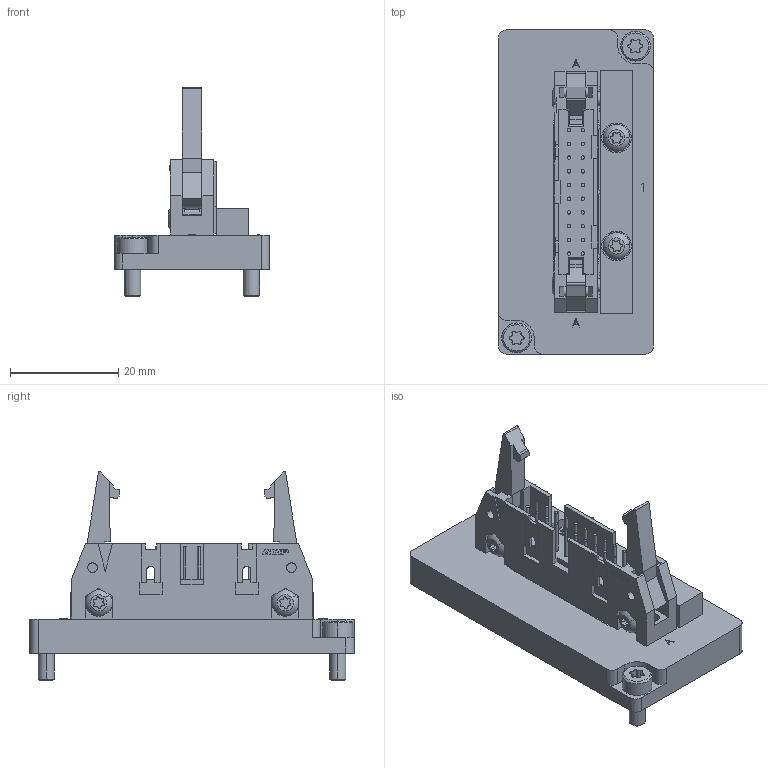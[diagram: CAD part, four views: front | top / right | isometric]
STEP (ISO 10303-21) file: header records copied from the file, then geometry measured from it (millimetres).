
FILE_DESCRIPTION (( 'STEP AP214' ), '1' );
FILE_NAME ('INGUN_56694.STEP', '2023-01-12T11:01:58', ( '' ), ( '' ), 'SwSTEP 2.0', 'SolidWorks 2021', '' );
FILE_SCHEMA (( 'AUTOMOTIVE_DESIGN' ));
Length unit declared in the file: millimetre
Products named in the file (9): DIN912~n_M03,0x008; 56695~1_S; ISO7380~n_M02,5x010; 56695~1; 56697~0; 56696~0_S; INGUN_56694; INFO_4636~0_S; ISO7380~n_M02,5x008
Assembly tree (11 placements, depth 3):
  INGUN_56694
    56695~1_S
      56695~1
      INFO_4636~0_S
    56696~0_S
    56697~0
    DIN912~n_M03,0x008  x2
    ISO7380~n_M02,5x010  x2
    ISO7380~n_M02,5x008  x2
Bounding box: 28.7 x 60 x 38.73 mm (x, y, z)
Volume: 14125.1 mm3; surface area: 10794.1 mm2
Topology: 14 solids, 14 shells, 650 faces, 1646 edges, 1084 vertices
Faces by surface type: plane 346, cylinder 278, cone 16, torus 8, bspline 2
Entity records: 21886 total; most frequent: DIRECTION 3032, CARTESIAN_POINT 3006, ORIENTED_EDGE 2866, EDGE_CURVE 1433, AXIS2_PLACEMENT_3D 1030, LINE 972, VECTOR 972, VERTEX_POINT 946
